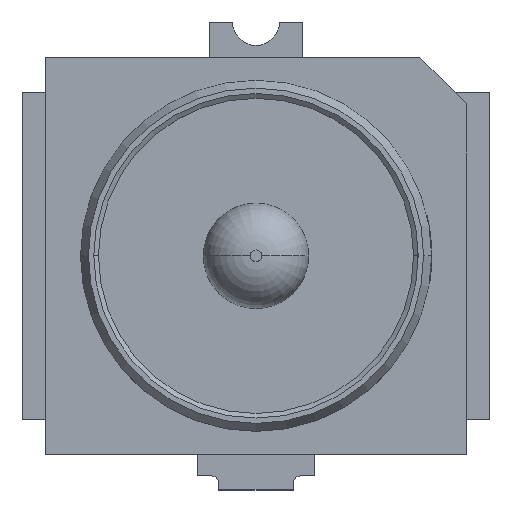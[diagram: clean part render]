
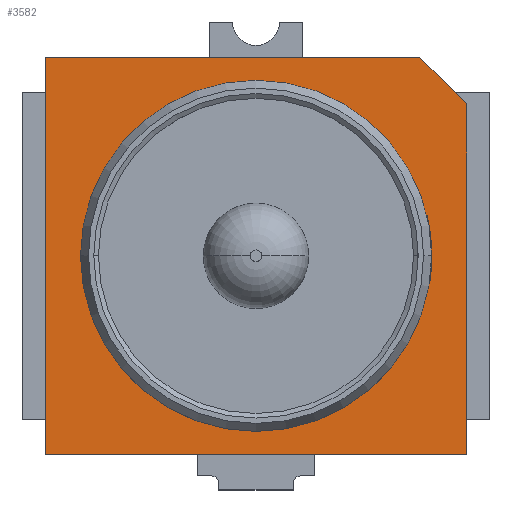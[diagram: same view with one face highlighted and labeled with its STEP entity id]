
A CAD part, top view. The second image highlights one B-rep face of the part: STEP entity #3582.
In plain terms, the highlighted planar face has unit normal (0, 0, 1).
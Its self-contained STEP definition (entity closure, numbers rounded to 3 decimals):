
#563 = VERTEX_POINT ( 'NONE', #7426 ) ;
#629 = EDGE_CURVE ( 'NONE', #5021, #563, #8941, .T. ) ;
#656 = VERTEX_POINT ( 'NONE', #2985 ) ;
#790 = CIRCLE ( 'NONE', #6624, 0.75 ) ;
#1381 = VERTEX_POINT ( 'NONE', #19284 ) ;
#1419 = VECTOR ( 'NONE', #10725, 1000. ) ;
#1484 = PLANE ( 'NONE',  #16288 ) ;
#1880 = DIRECTION ( 'NONE',  ( -1., 0., 0. ) ) ;
#2186 = ORIENTED_EDGE ( 'NONE', *, *, #16510, .T. ) ;
#2389 = CARTESIAN_POINT ( 'NONE',  ( -0.9, -0.85, 0.2 ) ) ;
#2804 = ORIENTED_EDGE ( 'NONE', *, *, #16377, .T. ) ;
#2972 = EDGE_LOOP ( 'NONE', ( #6781, #11266 ) ) ;
#2985 = CARTESIAN_POINT ( 'NONE',  ( 0.75, 0., 0.2 ) ) ;
#3582 = ADVANCED_FACE ( 'NONE', ( #4410, #16677 ), #1484, .T. ) ;
#3672 = CARTESIAN_POINT ( 'NONE',  ( 0.9, 0.65, 0.2 ) ) ;
#4410 = FACE_BOUND ( 'NONE', #2972, .T. ) ;
#4851 = CIRCLE ( 'NONE', #9348, 0.75 ) ;
#4930 = CARTESIAN_POINT ( 'NONE',  ( 0.9, -0.85, 0.2 ) ) ;
#5021 = VERTEX_POINT ( 'NONE', #3672 ) ;
#5559 = CARTESIAN_POINT ( 'NONE',  ( -0.9, 0.85, 0.2 ) ) ;
#5893 = LINE ( 'NONE', #7305, #1419 ) ;
#6120 = DIRECTION ( 'NONE',  ( 0., 0., 1. ) ) ;
#6268 = DIRECTION ( 'NONE',  ( 0., 0., 1. ) ) ;
#6624 = AXIS2_PLACEMENT_3D ( 'NONE', #15305, #6268, #18521 ) ;
#6781 = ORIENTED_EDGE ( 'NONE', *, *, #15747, .F. ) ;
#6815 = LINE ( 'NONE', #15745, #10569 ) ;
#7189 = VECTOR ( 'NONE', #15161, 1000. ) ;
#7305 = CARTESIAN_POINT ( 'NONE',  ( 0.9, -0.85, 0.2 ) ) ;
#7426 = CARTESIAN_POINT ( 'NONE',  ( 0.7, 0.85, 0.2 ) ) ;
#7940 = DIRECTION ( 'NONE',  ( 0., 1., 0. ) ) ;
#8035 = VERTEX_POINT ( 'NONE', #17488 ) ;
#8186 = VECTOR ( 'NONE', #1880, 1000. ) ;
#8714 = EDGE_CURVE ( 'NONE', #14878, #13591, #6815, .T. ) ;
#8941 = LINE ( 'NONE', #15061, #7189 ) ;
#9069 = DIRECTION ( 'NONE',  ( 0., 0., 1. ) ) ;
#9348 = AXIS2_PLACEMENT_3D ( 'NONE', #11731, #9069, #19814 ) ;
#9970 = EDGE_CURVE ( 'NONE', #1381, #5021, #15572, .T. ) ;
#10569 = VECTOR ( 'NONE', #12958, 1000. ) ;
#10725 = DIRECTION ( 'NONE',  ( 1., 0., 0. ) ) ;
#11266 = ORIENTED_EDGE ( 'NONE', *, *, #11553, .F. ) ;
#11553 = EDGE_CURVE ( 'NONE', #656, #8035, #4851, .T. ) ;
#11586 = VECTOR ( 'NONE', #7940, 1000. ) ;
#11731 = CARTESIAN_POINT ( 'NONE',  ( 0., 0., 0.2 ) ) ;
#12192 = EDGE_LOOP ( 'NONE', ( #16782, #2186, #16319, #12417, #2804 ) ) ;
#12283 = DIRECTION ( 'NONE',  ( 1., 0., 0. ) ) ;
#12417 = ORIENTED_EDGE ( 'NONE', *, *, #629, .T. ) ;
#12958 = DIRECTION ( 'NONE',  ( 0., -1., 0. ) ) ;
#13591 = VERTEX_POINT ( 'NONE', #2389 ) ;
#14067 = LINE ( 'NONE', #17269, #8186 ) ;
#14878 = VERTEX_POINT ( 'NONE', #5559 ) ;
#15061 = CARTESIAN_POINT ( 'NONE',  ( 0.9, 0.65, 0.2 ) ) ;
#15161 = DIRECTION ( 'NONE',  ( -0.707, 0.707, 0. ) ) ;
#15305 = CARTESIAN_POINT ( 'NONE',  ( 0., 0., 0.2 ) ) ;
#15572 = LINE ( 'NONE', #4930, #11586 ) ;
#15745 = CARTESIAN_POINT ( 'NONE',  ( -0.9, -0.85, 0.2 ) ) ;
#15747 = EDGE_CURVE ( 'NONE', #8035, #656, #790, .T. ) ;
#16288 = AXIS2_PLACEMENT_3D ( 'NONE', #18167, #6120, #12283 ) ;
#16319 = ORIENTED_EDGE ( 'NONE', *, *, #9970, .T. ) ;
#16377 = EDGE_CURVE ( 'NONE', #563, #14878, #14067, .T. ) ;
#16510 = EDGE_CURVE ( 'NONE', #13591, #1381, #5893, .T. ) ;
#16677 = FACE_OUTER_BOUND ( 'NONE', #12192, .T. ) ;
#16782 = ORIENTED_EDGE ( 'NONE', *, *, #8714, .T. ) ;
#17269 = CARTESIAN_POINT ( 'NONE',  ( 0.7, 0.85, 0.2 ) ) ;
#17488 = CARTESIAN_POINT ( 'NONE',  ( -0.75, 0., 0.2 ) ) ;
#18167 = CARTESIAN_POINT ( 'NONE',  ( 0., 0., 0.2 ) ) ;
#18521 = DIRECTION ( 'NONE',  ( 1., 0., 0. ) ) ;
#19284 = CARTESIAN_POINT ( 'NONE',  ( 0.9, -0.85, 0.2 ) ) ;
#19814 = DIRECTION ( 'NONE',  ( 1., 0., 0. ) ) ;
